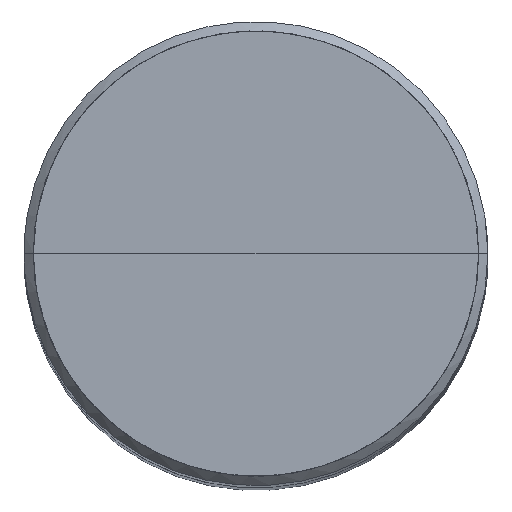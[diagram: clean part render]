
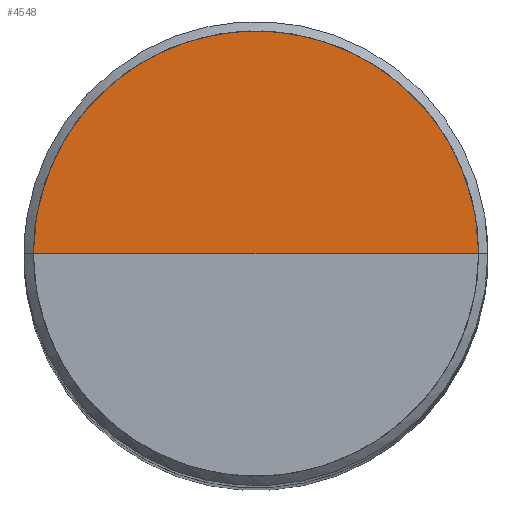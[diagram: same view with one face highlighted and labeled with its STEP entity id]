
A CAD part, top view. The second image highlights one B-rep face of the part: STEP entity #4548.
In plain terms, the highlighted free-form (B-spline) face has degree [1, 2] with [2, 5] control points.
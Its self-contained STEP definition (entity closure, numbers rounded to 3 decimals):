
#4240=CARTESIAN_POINT('',(12.0,0.0,61.8));
#4241=CARTESIAN_POINT('',(12.0,12.0,61.8));
#4242=CARTESIAN_POINT('',(0.0,12.0,61.8));
#4243=CARTESIAN_POINT('',(-12.0,12.0,61.8));
#4244=CARTESIAN_POINT('',(-12.0,0.0,61.8));
#4245=CARTESIAN_POINT('',(0.0,0.0,61.8));
#4533=(
BOUNDED_SURFACE()
B_SPLINE_SURFACE(1,2,(
(#4240,#4241,#4242,#4243,#4244),
(#4245,#4245,#4245,#4245,#4245)
), .UNSPECIFIED.,.F.,.F.,.F.)
B_SPLINE_SURFACE_WITH_KNOTS((2,2),(3,2,3),(
0.0,1.0),(
0.0,0.5,1.0), .UNSPECIFIED.)
GEOMETRIC_REPRESENTATION_ITEM()
RATIONAL_B_SPLINE_SURFACE(((1.0,0.707,1.0,0.707,1.0),
(1.0,0.707,1.0,0.707,1.0)
))
REPRESENTATION_ITEM('')
SURFACE()
);
#4534=(
BOUNDED_CURVE()
B_SPLINE_CURVE(1,(#4245,#4240),.UNSPECIFIED.,.F.,.F.)
B_SPLINE_CURVE_WITH_KNOTS((2,2),
(0.0,1.0),.UNSPECIFIED.)
CURVE()
GEOMETRIC_REPRESENTATION_ITEM()
RATIONAL_B_SPLINE_CURVE((1.0,1.0))
REPRESENTATION_ITEM('')
);
#4535=(
BOUNDED_CURVE()
B_SPLINE_CURVE(2,(#4240,#4241,#4242,#4243,#4244),.UNSPECIFIED.,.F.,.F.)
B_SPLINE_CURVE_WITH_KNOTS((3,2,3),
(0.0,0.5,1.0),.UNSPECIFIED.)
CURVE()
GEOMETRIC_REPRESENTATION_ITEM()
RATIONAL_B_SPLINE_CURVE((1.0,0.707,1.0,0.707,1.0))
REPRESENTATION_ITEM('')
);
#4536=(
BOUNDED_CURVE()
B_SPLINE_CURVE(1,(#4244,#4245),.UNSPECIFIED.,.F.,.F.)
B_SPLINE_CURVE_WITH_KNOTS((2,2),
(0.0,1.0),.UNSPECIFIED.)
CURVE()
GEOMETRIC_REPRESENTATION_ITEM()
RATIONAL_B_SPLINE_CURVE((1.0,1.0))
REPRESENTATION_ITEM('')
);
#4537=VERTEX_POINT('',#4240);
#4538=VERTEX_POINT('',#4244);
#4539=VERTEX_POINT('',#4245);
#4540=EDGE_CURVE('',#4539,#4537,#4534,.T.);
#4541=EDGE_CURVE('',#4537,#4538,#4535,.T.);
#4542=EDGE_CURVE('',#4538,#4539,#4536,.T.);
#4543=ORIENTED_EDGE('',*,*,#4540,.T.);
#4544=ORIENTED_EDGE('',*,*,#4541,.T.);
#4545=ORIENTED_EDGE('',*,*,#4542,.T.);
#4546=EDGE_LOOP('',(#4543,#4544,#4545));
#4547=FACE_OUTER_BOUND('',#4546,.T.);
#4548=ADVANCED_FACE('',(#4547),#4533,.T.);
